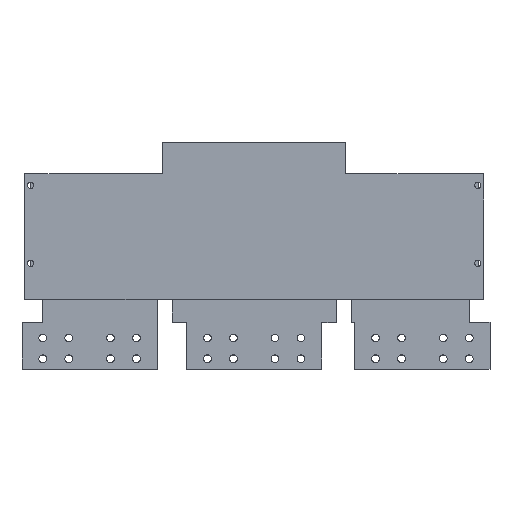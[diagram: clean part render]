
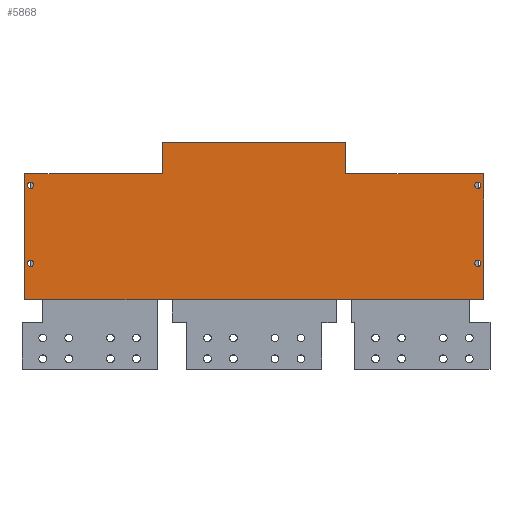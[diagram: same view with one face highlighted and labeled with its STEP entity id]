
A CAD part, top view. The second image highlights one B-rep face of the part: STEP entity #5868.
In plain terms, the highlighted planar face has unit normal (0, 0, 1).
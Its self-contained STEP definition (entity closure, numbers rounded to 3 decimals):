
#105=DIRECTION('',(1.,0.,0.));
#106=VECTOR('',#105,882.);
#107=CARTESIAN_POINT('',(-441.,0.,199.5));
#108=LINE('',#107,#106);
#2065=CARTESIAN_POINT('',(-430.,69.5,199.5));
#2066=DIRECTION('',(0.,0.,-1.));
#2067=DIRECTION('',(1.,0.,0.));
#2068=AXIS2_PLACEMENT_3D('',#2065,#2066,#2067);
#2070=CARTESIAN_POINT('',(-430.,69.5,199.5));
#2071=DIRECTION('',(0.,0.,-1.));
#2072=DIRECTION('',(-1.,0.,0.));
#2073=AXIS2_PLACEMENT_3D('',#2070,#2071,#2072);
#2075=CARTESIAN_POINT('',(-430.,219.5,199.5));
#2076=DIRECTION('',(0.,0.,-1.));
#2077=DIRECTION('',(1.,0.,0.));
#2078=AXIS2_PLACEMENT_3D('',#2075,#2076,#2077);
#2080=CARTESIAN_POINT('',(-430.,219.5,199.5));
#2081=DIRECTION('',(0.,0.,-1.));
#2082=DIRECTION('',(-1.,0.,0.));
#2083=AXIS2_PLACEMENT_3D('',#2080,#2081,#2082);
#2085=CARTESIAN_POINT('',(430.,69.5,199.5));
#2086=DIRECTION('',(0.,0.,-1.));
#2087=DIRECTION('',(1.,0.,0.));
#2088=AXIS2_PLACEMENT_3D('',#2085,#2086,#2087);
#2090=CARTESIAN_POINT('',(430.,69.5,199.5));
#2091=DIRECTION('',(0.,0.,-1.));
#2092=DIRECTION('',(-1.,0.,0.));
#2093=AXIS2_PLACEMENT_3D('',#2090,#2091,#2092);
#2095=CARTESIAN_POINT('',(430.,219.5,199.5));
#2096=DIRECTION('',(0.,0.,-1.));
#2097=DIRECTION('',(1.,0.,0.));
#2098=AXIS2_PLACEMENT_3D('',#2095,#2096,#2097);
#2100=CARTESIAN_POINT('',(430.,219.5,199.5));
#2101=DIRECTION('',(0.,0.,-1.));
#2102=DIRECTION('',(-1.,0.,0.));
#2103=AXIS2_PLACEMENT_3D('',#2100,#2101,#2102);
#2105=DIRECTION('',(1.,0.,0.));
#2106=VECTOR('',#2105,265.);
#2107=CARTESIAN_POINT('',(-441.,241.5,199.5));
#2108=LINE('',#2107,#2106);
#2109=DIRECTION('',(0.,-1.,0.));
#2110=VECTOR('',#2109,60.);
#2111=CARTESIAN_POINT('',(-176.,301.5,199.5));
#2112=LINE('',#2111,#2110);
#2113=DIRECTION('',(0.,-1.,0.));
#2114=VECTOR('',#2113,60.);
#2115=CARTESIAN_POINT('',(176.,301.5,199.5));
#2116=LINE('',#2115,#2114);
#2117=DIRECTION('',(1.,0.,0.));
#2118=VECTOR('',#2117,265.);
#2119=CARTESIAN_POINT('',(176.,241.5,199.5));
#2120=LINE('',#2119,#2118);
#2121=DIRECTION('',(0.,1.,0.));
#2122=VECTOR('',#2121,241.5);
#2123=CARTESIAN_POINT('',(-441.,0.,199.5));
#2124=LINE('',#2123,#2122);
#2181=DIRECTION('',(0.,1.,0.));
#2182=VECTOR('',#2181,241.5);
#2183=CARTESIAN_POINT('',(441.,0.,199.5));
#2184=LINE('',#2183,#2182);
#2197=DIRECTION('',(1.,0.,0.));
#2198=VECTOR('',#2197,352.);
#2199=CARTESIAN_POINT('',(-176.,301.5,199.5));
#2200=LINE('',#2199,#2198);
#2271=CARTESIAN_POINT('',(-441.,0.,199.5));
#2272=VERTEX_POINT('',#2271);
#2273=CARTESIAN_POINT('',(441.,0.,199.5));
#2274=VERTEX_POINT('',#2273);
#2297=CARTESIAN_POINT('',(-424.,69.5,199.5));
#2298=CARTESIAN_POINT('',(-436.,69.5,199.5));
#2299=VERTEX_POINT('',#2297);
#2300=VERTEX_POINT('',#2298);
#2301=CARTESIAN_POINT('',(-424.,219.5,199.5));
#2302=CARTESIAN_POINT('',(-436.,219.5,199.5));
#2303=VERTEX_POINT('',#2301);
#2304=VERTEX_POINT('',#2302);
#2305=CARTESIAN_POINT('',(436.,69.5,199.5));
#2306=CARTESIAN_POINT('',(424.,69.5,199.5));
#2307=VERTEX_POINT('',#2305);
#2308=VERTEX_POINT('',#2306);
#2309=CARTESIAN_POINT('',(436.,219.5,199.5));
#2310=CARTESIAN_POINT('',(424.,219.5,199.5));
#2311=VERTEX_POINT('',#2309);
#2312=VERTEX_POINT('',#2310);
#2709=CARTESIAN_POINT('',(-176.,301.5,199.5));
#2711=VERTEX_POINT('',#2709);
#2715=CARTESIAN_POINT('',(176.,301.5,199.5));
#2716=VERTEX_POINT('',#2715);
#2731=CARTESIAN_POINT('',(-441.,241.5,199.5));
#2732=CARTESIAN_POINT('',(-176.,241.5,199.5));
#2733=VERTEX_POINT('',#2731);
#2734=VERTEX_POINT('',#2732);
#2735=CARTESIAN_POINT('',(176.,241.5,199.5));
#2736=VERTEX_POINT('',#2735);
#2751=CARTESIAN_POINT('',(441.,241.5,199.5));
#2752=VERTEX_POINT('',#2751);
#5826=CARTESIAN_POINT('',(-441.,0.,199.5));
#5827=DIRECTION('',(0.,0.,1.));
#5828=DIRECTION('',(1.,0.,0.));
#5829=AXIS2_PLACEMENT_3D('',#5826,#5827,#5828);
#5830=PLANE('',#5829);
#5831=ORIENTED_EDGE('',*,*,#5690,.T.);
#5833=ORIENTED_EDGE('',*,*,#5832,.F.);
#5835=ORIENTED_EDGE('',*,*,#5834,.T.);
#5837=ORIENTED_EDGE('',*,*,#5836,.T.);
#5838=ORIENTED_EDGE('',*,*,#5682,.T.);
#5840=ORIENTED_EDGE('',*,*,#5839,.F.);
#5841=ORIENTED_EDGE('',*,*,#2980,.F.);
#5843=ORIENTED_EDGE('',*,*,#5842,.T.);
#5844=EDGE_LOOP('',(#5831,#5833,#5835,#5837,#5838,#5840,#5841,#5843));
#5845=FACE_OUTER_BOUND('',#5844,.F.);
#5847=ORIENTED_EDGE('',*,*,#5846,.F.);
#5849=ORIENTED_EDGE('',*,*,#5848,.F.);
#5850=EDGE_LOOP('',(#5847,#5849));
#5851=FACE_BOUND('',#5850,.F.);
#5853=ORIENTED_EDGE('',*,*,#5852,.F.);
#5855=ORIENTED_EDGE('',*,*,#5854,.F.);
#5856=EDGE_LOOP('',(#5853,#5855));
#5857=FACE_BOUND('',#5856,.F.);
#5859=ORIENTED_EDGE('',*,*,#5858,.F.);
#5861=ORIENTED_EDGE('',*,*,#5860,.F.);
#5862=EDGE_LOOP('',(#5859,#5861));
#5863=FACE_BOUND('',#5862,.F.);
#5864=ORIENTED_EDGE('',*,*,#5806,.F.);
#5865=ORIENTED_EDGE('',*,*,#5820,.F.);
#5866=EDGE_LOOP('',(#5864,#5865));
#5867=FACE_BOUND('',#5866,.F.);
#5868=ADVANCED_FACE('',(#5845,#5851,#5857,#5863,#5867),#5830,.T.);
#2069=CIRCLE('',#2068,6.);
#2074=CIRCLE('',#2073,6.);
#2079=CIRCLE('',#2078,6.);
#2084=CIRCLE('',#2083,6.);
#2089=CIRCLE('',#2088,6.);
#2094=CIRCLE('',#2093,6.);
#2099=CIRCLE('',#2098,6.);
#2104=CIRCLE('',#2103,6.);
#2980=EDGE_CURVE('',#2272,#2274,#108,.T.);
#5682=EDGE_CURVE('',#2736,#2752,#2120,.T.);
#5690=EDGE_CURVE('',#2733,#2734,#2108,.T.);
#5806=EDGE_CURVE('',#2299,#2300,#2069,.T.);
#5820=EDGE_CURVE('',#2300,#2299,#2074,.T.);
#5832=EDGE_CURVE('',#2711,#2734,#2112,.T.);
#5834=EDGE_CURVE('',#2711,#2716,#2200,.T.);
#5836=EDGE_CURVE('',#2716,#2736,#2116,.T.);
#5839=EDGE_CURVE('',#2274,#2752,#2184,.T.);
#5842=EDGE_CURVE('',#2272,#2733,#2124,.T.);
#5846=EDGE_CURVE('',#2303,#2304,#2079,.T.);
#5848=EDGE_CURVE('',#2304,#2303,#2084,.T.);
#5852=EDGE_CURVE('',#2307,#2308,#2089,.T.);
#5854=EDGE_CURVE('',#2308,#2307,#2094,.T.);
#5858=EDGE_CURVE('',#2311,#2312,#2099,.T.);
#5860=EDGE_CURVE('',#2312,#2311,#2104,.T.);
